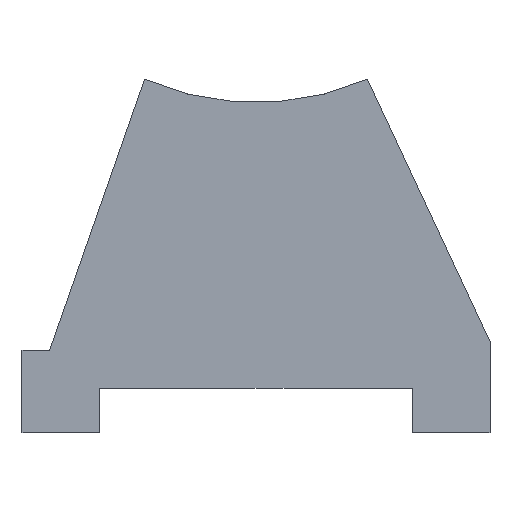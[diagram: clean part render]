
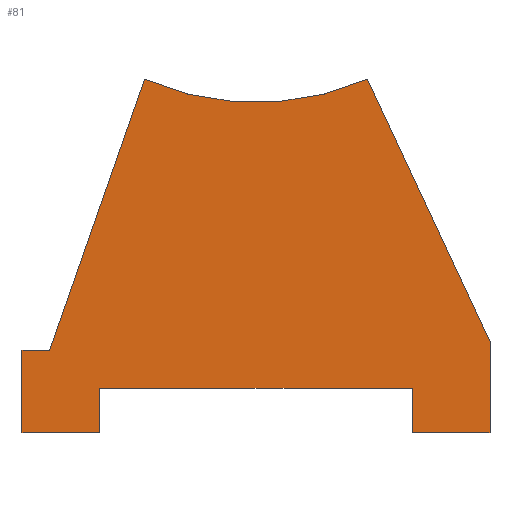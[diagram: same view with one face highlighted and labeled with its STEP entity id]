
A CAD part, front view. The second image highlights one B-rep face of the part: STEP entity #81.
In plain terms, the highlighted planar face has unit normal (0, -1, 0).
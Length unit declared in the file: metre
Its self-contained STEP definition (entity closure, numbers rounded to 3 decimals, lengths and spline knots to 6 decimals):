
#81 = ADVANCED_FACE( '', ( #182 ), #183, .F. );
#182 = FACE_OUTER_BOUND( '', #276, .T. );
#183 = PLANE( '', #277 );
#276 = EDGE_LOOP( '', ( #437, #438, #439, #440, #441, #442, #443, #444, #445, #446, #447 ) );
#277 = AXIS2_PLACEMENT_3D( '', #448, #449, #450 );
#437 = ORIENTED_EDGE( '', *, *, #532, .T. );
#438 = ORIENTED_EDGE( '', *, *, #529, .T. );
#439 = ORIENTED_EDGE( '', *, *, #525, .T. );
#440 = ORIENTED_EDGE( '', *, *, #511, .T. );
#441 = ORIENTED_EDGE( '', *, *, #468, .T. );
#442 = ORIENTED_EDGE( '', *, *, #473, .T. );
#443 = ORIENTED_EDGE( '', *, *, #506, .T. );
#444 = ORIENTED_EDGE( '', *, *, #477, .T. );
#445 = ORIENTED_EDGE( '', *, *, #486, .T. );
#446 = ORIENTED_EDGE( '', *, *, #496, .T. );
#447 = ORIENTED_EDGE( '', *, *, #533, .T. );
#448 = CARTESIAN_POINT( '', ( 0., 0., 0.022 ) );
#449 = DIRECTION( '', ( 0., 1., 0. ) );
#450 = DIRECTION( '', ( 0., 0., 1. ) );
#468 = EDGE_CURVE( '', #538, #539, #540, .T. );
#473 = EDGE_CURVE( '', #539, #547, #548, .T. );
#477 = EDGE_CURVE( '', #553, #554, #555, .T. );
#486 = EDGE_CURVE( '', #554, #570, #571, .T. );
#496 = EDGE_CURVE( '', #570, #587, #588, .T. );
#506 = EDGE_CURVE( '', #547, #553, #602, .T. );
#511 = EDGE_CURVE( '', #608, #538, #609, .T. );
#525 = EDGE_CURVE( '', #630, #608, #631, .T. );
#529 = EDGE_CURVE( '', #635, #630, #636, .T. );
#532 = EDGE_CURVE( '', #639, #635, #640, .T. );
#533 = EDGE_CURVE( '', #587, #639, #641, .T. );
#538 = VERTEX_POINT( '', #646 );
#539 = VERTEX_POINT( '', #647 );
#540 = LINE( '', #648, #649 );
#547 = VERTEX_POINT( '', #659 );
#548 = LINE( '', #660, #661 );
#553 = VERTEX_POINT( '', #668 );
#554 = VERTEX_POINT( '', #669 );
#555 = LINE( '', #670, #671 );
#570 = VERTEX_POINT( '', #689 );
#571 = LINE( '', #690, #691 );
#587 = VERTEX_POINT( '', #770 );
#588 = LINE( '', #771, #772 );
#602 = LINE( '', #971, #972 );
#608 = VERTEX_POINT( '', #1040 );
#609 = LINE( '', #1041, #1042 );
#630 = VERTEX_POINT( '', #1251 );
#631 = CIRCLE( '', #1252, 0.01 );
#635 = VERTEX_POINT( '', #1257 );
#636 = LINE( '', #1258, #1259 );
#639 = VERTEX_POINT( '', #1263 );
#640 = LINE( '', #1264, #1265 );
#641 = LINE( '', #1266, #1267 );
#646 = CARTESIAN_POINT( '', ( -0.0075, 0., 0.003 ) );
#647 = CARTESIAN_POINT( '', ( -0.0085, 0., 0.003 ) );
#648 = CARTESIAN_POINT( '', ( -0.0085, 0., 0.003 ) );
#649 = VECTOR( '', #1272, 1. );
#659 = CARTESIAN_POINT( '', ( -0.0085, 0., 0. ) );
#660 = CARTESIAN_POINT( '', ( -0.0085, 0., 0. ) );
#661 = VECTOR( '', #1276, 1. );
#668 = CARTESIAN_POINT( '', ( -0.005667, 0., 0. ) );
#669 = CARTESIAN_POINT( '', ( -0.005667, 0., 0.001619 ) );
#670 = CARTESIAN_POINT( '', ( -0.005667, 0., 0. ) );
#671 = VECTOR( '', #1279, 1. );
#689 = CARTESIAN_POINT( '', ( 0.005667, 0., 0.001619 ) );
#690 = CARTESIAN_POINT( '', ( -0.005667, 0., 0.001619 ) );
#691 = VECTOR( '', #1295, 1. );
#770 = CARTESIAN_POINT( '', ( 0.005667, 0., 0. ) );
#771 = CARTESIAN_POINT( '', ( 0.005667, 0., 0.001619 ) );
#772 = VECTOR( '', #1310, 1. );
#971 = CARTESIAN_POINT( '', ( -0.0085, 0., 0. ) );
#972 = VECTOR( '', #1313, 1. );
#1040 = CARTESIAN_POINT( '', ( -0.00405, 0., 0.012857 ) );
#1041 = CARTESIAN_POINT( '', ( -0.0075, 0., 0.003 ) );
#1042 = VECTOR( '', #1315, 1. );
#1251 = CARTESIAN_POINT( '', ( 0.00405, 0., 0.012857 ) );
#1252 = AXIS2_PLACEMENT_3D( '', #1324, #1325, #1326 );
#1257 = CARTESIAN_POINT( '', ( 0.0085, 0., 0.003314 ) );
#1258 = CARTESIAN_POINT( '', ( 0.0085, 0., 0.003314 ) );
#1259 = VECTOR( '', #1328, 1. );
#1263 = CARTESIAN_POINT( '', ( 0.0085, 0., 0. ) );
#1264 = CARTESIAN_POINT( '', ( 0.0085, 0., 0.003314 ) );
#1265 = VECTOR( '', #1330, 1. );
#1266 = CARTESIAN_POINT( '', ( 0.0085, 0., 0. ) );
#1267 = VECTOR( '', #1331, 1. );
#1272 = DIRECTION( '', ( -1., 0., 0. ) );
#1276 = DIRECTION( '', ( 0., 0., -1. ) );
#1279 = DIRECTION( '', ( 0., 0., 1. ) );
#1295 = DIRECTION( '', ( 1., 0., 0. ) );
#1310 = DIRECTION( '', ( 0., 0., -1. ) );
#1313 = DIRECTION( '', ( 1., 0., 0. ) );
#1315 = DIRECTION( '', ( -0.33, 0., -0.944 ) );
#1324 = CARTESIAN_POINT( '', ( 0., 0., 0.022 ) );
#1325 = DIRECTION( '', ( 0., 1., 0. ) );
#1326 = DIRECTION( '', ( 1., 0., 0. ) );
#1328 = DIRECTION( '', ( -0.423, 0., 0.906 ) );
#1330 = DIRECTION( '', ( 0., 0., 1. ) );
#1331 = DIRECTION( '', ( 1., 0., 0. ) );
